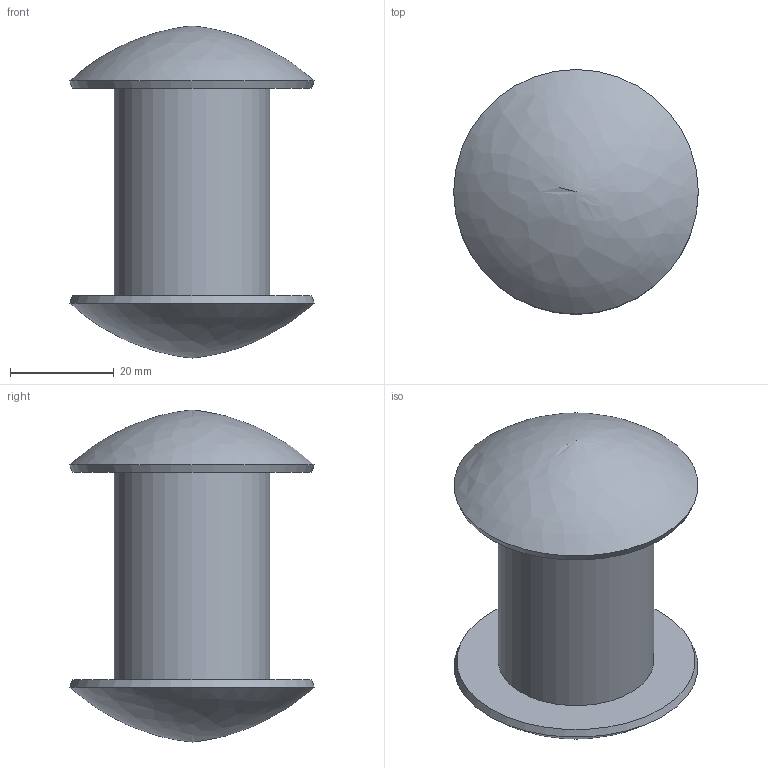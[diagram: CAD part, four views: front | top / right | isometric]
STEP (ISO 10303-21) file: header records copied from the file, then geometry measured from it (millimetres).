
FILE_DESCRIPTION(/* description */ (''),/* implementation_level */ '2;1');
FILE_NAME(/* name */ 'joint.stp',/* time_stamp */ '2017-06-05T23:14:18+08:00',/* author */ ('qkx515'),/* organization */ (''),/* preprocessor_version */ 'ST-DEVELOPER v16.5',/* originating_system */ 'Autodesk Inventor 2017',/* authorisation */ '');
FILE_SCHEMA (('AUTOMOTIVE_DESIGN { 1 0 10303 214 3 1 1 }'));
Length unit declared in the file: millimetre
Products named in the file (1): joint
Bounding box: 47.14 x 47.14 x 64 mm (x, y, z)
Volume: 51073 mm3; surface area: 10217.8 mm2
Topology: 1 solids, 1 shells, 7 faces, 15 edges, 10 vertices
Faces by surface type: cone 2, plane 2, bspline 2, cylinder 1
Full cylindrical faces by diameter (mm): 30 x1
Entity records: 238 total; most frequent: CARTESIAN_POINT 84, DIRECTION 28, ORIENTED_EDGE 20, AXIS2_PLACEMENT_3D 14, EDGE_LOOP 12, VERTEX_POINT 10, EDGE_CURVE 10, CIRCLE 8
